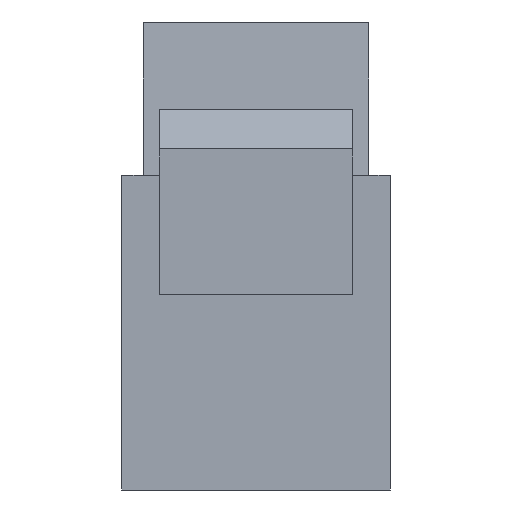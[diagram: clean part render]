
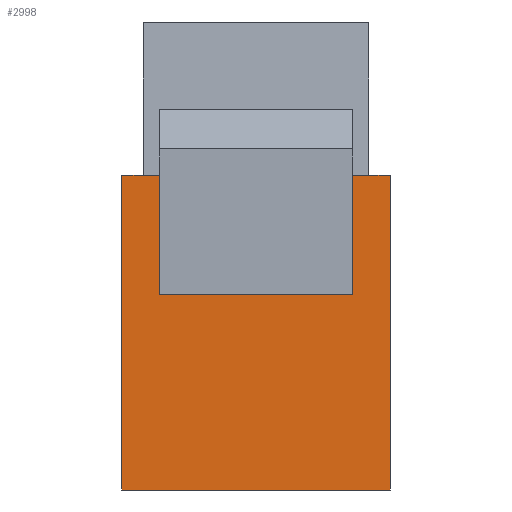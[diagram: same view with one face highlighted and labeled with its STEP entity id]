
A CAD part, front view. The second image highlights one B-rep face of the part: STEP entity #2998.
In plain terms, the highlighted planar face has unit normal (0, -1, 0).
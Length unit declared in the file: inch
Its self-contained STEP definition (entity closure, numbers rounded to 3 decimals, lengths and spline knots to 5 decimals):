
#2998 = ADVANCED_FACE ( 'NONE', ( #34399, #34401 ), #35018, .T. ) ;
#9100 = LINE ( 'NONE', #22739, #9106 ) ;
#9106 = VECTOR ( 'NONE', #22742, 39.37008 ) ;
#9949 = EDGE_CURVE ( 'NONE', #11754, #14422, #9100, .T. ) ;
#10797 = VERTEX_POINT ( 'NONE', #19965 ) ;
#10811 = VERTEX_POINT ( 'NONE', #19973 ) ;
#10818 = VERTEX_POINT ( 'NONE', #19977 ) ;
#10821 = VERTEX_POINT ( 'NONE', #19979 ) ;
#10823 = VERTEX_POINT ( 'NONE', #19980 ) ;
#10825 = VERTEX_POINT ( 'NONE', #19981 ) ;
#10827 = VERTEX_POINT ( 'NONE', #19982 ) ;
#10831 = VERTEX_POINT ( 'NONE', #19985 ) ;
#11754 = VERTEX_POINT ( 'NONE', #20104 ) ;
#13244 = EDGE_CURVE ( 'NONE', #10821, #11754, #24626, .T. ) ;
#13246 = EDGE_CURVE ( 'NONE', #10811, #10818, #24630, .T. ) ;
#13250 = EDGE_CURVE ( 'NONE', #10823, #14422, #24644, .T. ) ;
#13273 = EDGE_CURVE ( 'NONE', #10831, #10827, #24692, .T. ) ;
#13276 = EDGE_CURVE ( 'NONE', #10797, #10831, #24696, .T. ) ;
#13278 = EDGE_CURVE ( 'NONE', #10825, #10827, #24702, .T. ) ;
#13300 = EDGE_CURVE ( 'NONE', #10821, #10811, #24746, .T. ) ;
#13326 = EDGE_CURVE ( 'NONE', #10797, #10825, #24796, .T. ) ;
#13329 = EDGE_CURVE ( 'NONE', #10818, #10823, #24804, .T. ) ;
#14371 = EDGE_LOOP ( 'NONE', ( #28174, #28175, #28176, #28177 ) ) ;
#14381 = EDGE_LOOP ( 'NONE', ( #28168, #28169, #28170, #28171, #28172, #28173 ) ) ;
#14422 = VERTEX_POINT ( 'NONE', #30455 ) ;
#18106 = AXIS2_PLACEMENT_3D ( 'NONE', #35015, #35011, #35022 ) ;
#19965 = CARTESIAN_POINT ( 'NONE',  ( 0.245, -0.3235, -0.69 ) ) ;
#19973 = CARTESIAN_POINT ( 'NONE',  ( 0.34, -0.3235, -0.387 ) ) ;
#19977 = CARTESIAN_POINT ( 'NONE',  ( 0.2865, -0.3235, -0.387 ) ) ;
#19979 = CARTESIAN_POINT ( 'NONE',  ( 0.34, -0.3235, -1.185 ) ) ;
#19980 = CARTESIAN_POINT ( 'NONE',  ( -0.2865, -0.3235, -0.387 ) ) ;
#19981 = CARTESIAN_POINT ( 'NONE',  ( 0.245, -0.3235, -0.605 ) ) ;
#19982 = CARTESIAN_POINT ( 'NONE',  ( -0.245, -0.3235, -0.605 ) ) ;
#19985 = CARTESIAN_POINT ( 'NONE',  ( -0.245, -0.3235, -0.69 ) ) ;
#20104 = CARTESIAN_POINT ( 'NONE',  ( -0.34, -0.3235, -1.185 ) ) ;
#22739 = CARTESIAN_POINT ( 'NONE',  ( -0.34, -0.3235, -0.547 ) ) ;
#22742 = DIRECTION ( 'NONE',  ( 0., 0., 1. ) ) ;
#23677 = CARTESIAN_POINT ( 'NONE',  ( -0.34, -0.3235, -1.185 ) ) ;
#23681 = CARTESIAN_POINT ( 'NONE',  ( -0.34, -0.3235, -0.387 ) ) ;
#23693 = DIRECTION ( 'NONE',  ( -1., 0., 0. ) ) ;
#23702 = DIRECTION ( 'NONE',  ( -1., 0., 0. ) ) ;
#23705 = CARTESIAN_POINT ( 'NONE',  ( -0.34, -0.3235, -0.387 ) ) ;
#23722 = DIRECTION ( 'NONE',  ( -1., 0., 0. ) ) ;
#23824 = CARTESIAN_POINT ( 'NONE',  ( -0.245, -0.3235, -0.69 ) ) ;
#23826 = CARTESIAN_POINT ( 'NONE',  ( 0.245, -0.3235, -0.69 ) ) ;
#23828 = DIRECTION ( 'NONE',  ( 0., 0., 1. ) ) ;
#23840 = DIRECTION ( 'NONE',  ( -1., 0., 0. ) ) ;
#23849 = CARTESIAN_POINT ( 'NONE',  ( 0.245, -0.3235, -0.605 ) ) ;
#23851 = DIRECTION ( 'NONE',  ( -1., 0., 0. ) ) ;
#23951 = CARTESIAN_POINT ( 'NONE',  ( 0.34, -0.3235, -0.547 ) ) ;
#23954 = DIRECTION ( 'NONE',  ( 0., 0., 1. ) ) ;
#24054 = CARTESIAN_POINT ( 'NONE',  ( 0.245, -0.3235, -0.69 ) ) ;
#24073 = DIRECTION ( 'NONE',  ( 0., 0., 1. ) ) ;
#24078 = CARTESIAN_POINT ( 'NONE',  ( -0.2865, -0.3235, -0.387 ) ) ;
#24079 = DIRECTION ( 'NONE',  ( -1., 0., 0. ) ) ;
#24626 = LINE ( 'NONE', #23677, #24635 ) ;
#24630 = LINE ( 'NONE', #23681, #24641 ) ;
#24635 = VECTOR ( 'NONE', #23693, 39.37008 ) ;
#24641 = VECTOR ( 'NONE', #23702, 39.37008 ) ;
#24644 = LINE ( 'NONE', #23705, #24649 ) ;
#24649 = VECTOR ( 'NONE', #23722, 39.37008 ) ;
#24692 = LINE ( 'NONE', #23824, #24695 ) ;
#24695 = VECTOR ( 'NONE', #23828, 39.37008 ) ;
#24696 = LINE ( 'NONE', #23826, #24701 ) ;
#24701 = VECTOR ( 'NONE', #23840, 39.37008 ) ;
#24702 = LINE ( 'NONE', #23849, #24705 ) ;
#24705 = VECTOR ( 'NONE', #23851, 39.37008 ) ;
#24746 = LINE ( 'NONE', #23951, #24749 ) ;
#24749 = VECTOR ( 'NONE', #23954, 39.37008 ) ;
#24796 = LINE ( 'NONE', #24054, #24801 ) ;
#24801 = VECTOR ( 'NONE', #24073, 39.37008 ) ;
#24804 = LINE ( 'NONE', #24078, #24807 ) ;
#24807 = VECTOR ( 'NONE', #24079, 39.37008 ) ;
#28168 = ORIENTED_EDGE ( 'NONE', *, *, #13246, .T. ) ;
#28169 = ORIENTED_EDGE ( 'NONE', *, *, #13329, .T. ) ;
#28170 = ORIENTED_EDGE ( 'NONE', *, *, #13250, .T. ) ;
#28171 = ORIENTED_EDGE ( 'NONE', *, *, #9949, .F. ) ;
#28172 = ORIENTED_EDGE ( 'NONE', *, *, #13244, .F. ) ;
#28173 = ORIENTED_EDGE ( 'NONE', *, *, #13300, .T. ) ;
#28174 = ORIENTED_EDGE ( 'NONE', *, *, #13278, .F. ) ;
#28175 = ORIENTED_EDGE ( 'NONE', *, *, #13326, .F. ) ;
#28176 = ORIENTED_EDGE ( 'NONE', *, *, #13276, .T. ) ;
#28177 = ORIENTED_EDGE ( 'NONE', *, *, #13273, .T. ) ;
#30455 = CARTESIAN_POINT ( 'NONE',  ( -0.34, -0.3235, -0.387 ) ) ;
#34399 = FACE_OUTER_BOUND ( 'NONE', #14381, .T. ) ;
#34401 = FACE_BOUND ( 'NONE', #14371, .T. ) ;
#35011 = DIRECTION ( 'NONE',  ( 0., -1., 0. ) ) ;
#35015 = CARTESIAN_POINT ( 'NONE',  ( 0.2865, -0.3235, -0.387 ) ) ;
#35018 = PLANE ( 'NONE',  #18106 ) ;
#35022 = DIRECTION ( 'NONE',  ( 1., 0., 0. ) ) ;
